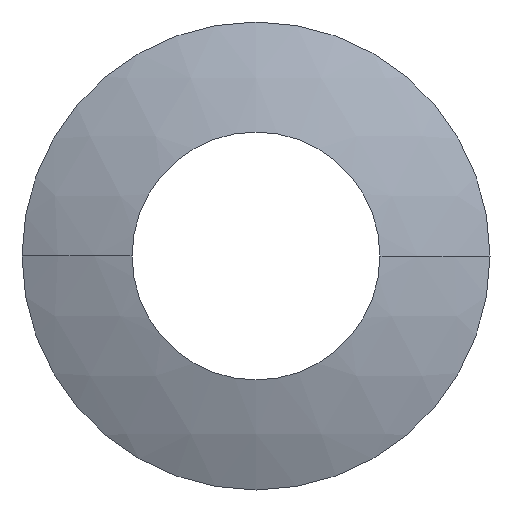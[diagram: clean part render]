
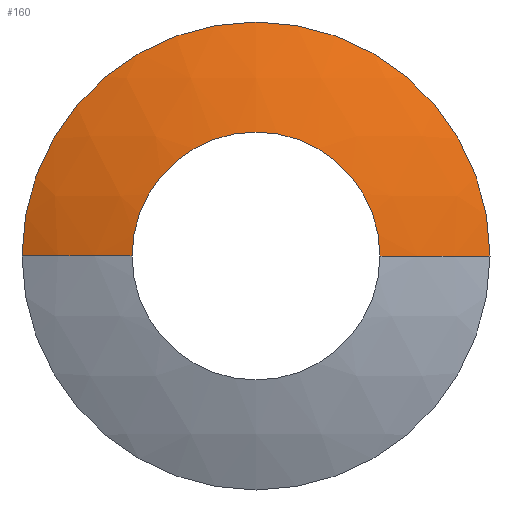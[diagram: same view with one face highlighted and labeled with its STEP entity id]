
A CAD part, front view. The second image highlights one B-rep face of the part: STEP entity #160.
In plain terms, the highlighted spherical face has radius 80 mm.
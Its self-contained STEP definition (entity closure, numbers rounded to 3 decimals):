
#1 = CIRCLE ( 'NONE', #2, 80. ) ;
#2 = AXIS2_PLACEMENT_3D ( 'NONE', #9, #30, #47 ) ;
#3 = DIRECTION ( 'NONE',  ( 0., 0., -1. ) ) ;
#4 = DIRECTION ( 'NONE',  ( 0., -1., 0. ) ) ;
#5 = CARTESIAN_POINT ( 'NONE',  ( 0., 2.1, 0. ) ) ;
#6 = CIRCLE ( 'NONE', #31, 17.75 ) ;
#7 = DIRECTION ( 'NONE',  ( 1., 0., 0. ) ) ;
#8 = DIRECTION ( 'NONE',  ( 0., 0., 1. ) ) ;
#9 = CARTESIAN_POINT ( 'NONE',  ( 0., 80.106, 0. ) ) ;
#13 = CIRCLE ( 'NONE', #63, 33.5 ) ;
#15 = DIRECTION ( 'NONE',  ( -1., 0., 0. ) ) ;
#16 = DIRECTION ( 'NONE',  ( 0., 0., -1. ) ) ;
#17 = CARTESIAN_POINT ( 'NONE',  ( 0., 80.106, 0. ) ) ;
#18 = AXIS2_PLACEMENT_3D ( 'NONE', #17, #16, #15 ) ;
#21 = DIRECTION ( 'NONE',  ( 0., 0., -1. ) ) ;
#22 = DIRECTION ( 'NONE',  ( 0., -1., 0. ) ) ;
#23 = CARTESIAN_POINT ( 'NONE',  ( 0., 2.1, 0. ) ) ;
#24 = AXIS2_PLACEMENT_3D ( 'NONE', #23, #22, #21 ) ;
#25 = CIRCLE ( 'NONE', #24, 17.75 ) ;
#27 = DIRECTION ( 'NONE',  ( 0., 0., -1. ) ) ;
#28 = DIRECTION ( 'NONE',  ( 0., -1., 0. ) ) ;
#29 = CARTESIAN_POINT ( 'NONE',  ( 0., 7.458, 0. ) ) ;
#30 = DIRECTION ( 'NONE',  ( 0., 0., 1. ) ) ;
#31 = AXIS2_PLACEMENT_3D ( 'NONE', #5, #4, #3 ) ;
#32 = AXIS2_PLACEMENT_3D ( 'NONE', #45, #8, #7 ) ;
#33 = FACE_OUTER_BOUND ( 'NONE', #120, .T. ) ;
#34 = AXIS2_PLACEMENT_3D ( 'NONE', #29, #28, #27 ) ;
#40 = SPHERICAL_SURFACE ( 'NONE', #32, 80. ) ;
#42 = CIRCLE ( 'NONE', #34, 33.5 ) ;
#45 = CARTESIAN_POINT ( 'NONE',  ( 0., 80.106, 0. ) ) ;
#47 = DIRECTION ( 'NONE',  ( 1., 0., 0. ) ) ;
#49 = DIRECTION ( 'NONE',  ( 0., 0., -1. ) ) ;
#50 = DIRECTION ( 'NONE',  ( 0., -1., 0. ) ) ;
#51 = CARTESIAN_POINT ( 'NONE',  ( 0., 7.458, 0. ) ) ;
#59 = CIRCLE ( 'NONE', #18, 80. ) ;
#61 = CARTESIAN_POINT ( 'NONE',  ( 0., 2.1, 17.75 ) ) ;
#62 = CARTESIAN_POINT ( 'NONE',  ( 0., 7.458, 33.5 ) ) ;
#63 = AXIS2_PLACEMENT_3D ( 'NONE', #51, #50, #49 ) ;
#75 = CARTESIAN_POINT ( 'NONE',  ( 17.75, 2.1, 0. ) ) ;
#85 = CARTESIAN_POINT ( 'NONE',  ( -33.5, 7.458, 0. ) ) ;
#120 = EDGE_LOOP ( 'NONE', ( #123, #165, #122, #128, #124, #132 ) ) ;
#121 = VERTEX_POINT ( 'NONE', #85 ) ;
#122 = ORIENTED_EDGE ( 'NONE', *, *, #161, .F. ) ;
#123 = ORIENTED_EDGE ( 'NONE', *, *, #159, .T. ) ;
#124 = ORIENTED_EDGE ( 'NONE', *, *, #133, .F. ) ;
#125 = VERTEX_POINT ( 'NONE', #62 ) ;
#126 = VERTEX_POINT ( 'NONE', #61 ) ;
#128 = ORIENTED_EDGE ( 'NONE', *, *, #129, .F. ) ;
#129 = EDGE_CURVE ( 'NONE', #130, #126, #25, .T. ) ;
#130 = VERTEX_POINT ( 'NONE', #75 ) ;
#132 = ORIENTED_EDGE ( 'NONE', *, *, #136, .T. ) ;
#133 = EDGE_CURVE ( 'NONE', #163, #130, #59, .T. ) ;
#136 = EDGE_CURVE ( 'NONE', #163, #125, #13, .T. ) ;
#159 = EDGE_CURVE ( 'NONE', #125, #121, #42, .T. ) ;
#160 = ADVANCED_FACE ( 'NONE', ( #33 ), #40, .T. ) ;
#161 = EDGE_CURVE ( 'NONE', #126, #164, #6, .T. ) ;
#162 = EDGE_CURVE ( 'NONE', #121, #164, #1, .T. ) ;
#163 = VERTEX_POINT ( 'NONE', #271 ) ;
#164 = VERTEX_POINT ( 'NONE', #269 ) ;
#165 = ORIENTED_EDGE ( 'NONE', *, *, #162, .T. ) ;
#269 = CARTESIAN_POINT ( 'NONE',  ( -17.75, 2.1, 0. ) ) ;
#271 = CARTESIAN_POINT ( 'NONE',  ( 33.5, 7.458, 0. ) ) ;
